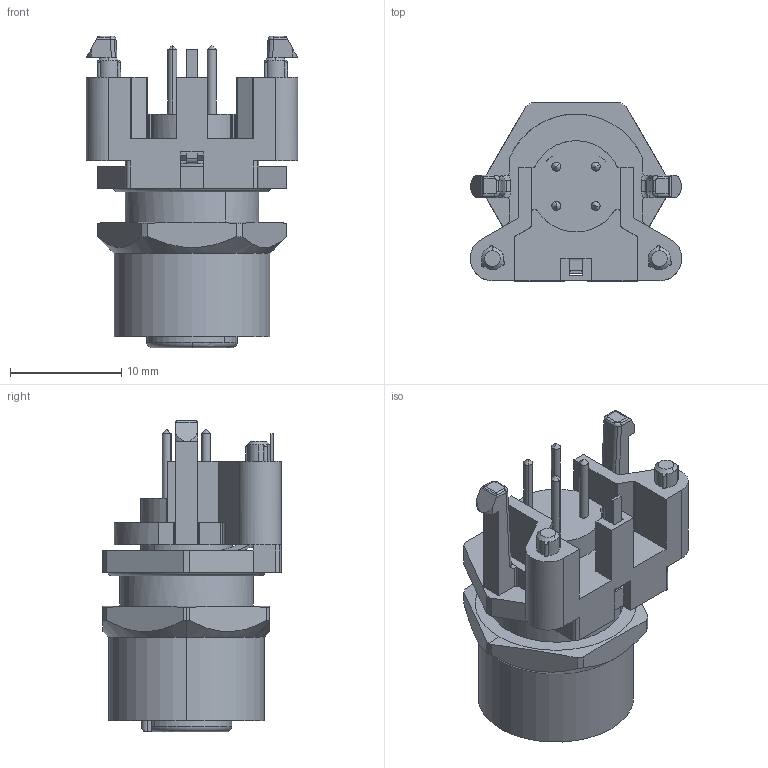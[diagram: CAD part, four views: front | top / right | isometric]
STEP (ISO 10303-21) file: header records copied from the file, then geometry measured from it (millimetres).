
FILE_DESCRIPTION(('CATIA V5R24 STEP','CAx-IF Rec.Pracs.--- Model Styling and Organization---1.2---2011-12-15'),'2;1');
FILE_NAME ('D1461928_0_2423930000_2423930000.stp','2017-05-02T13:09:18+00:00',('none'),('Weidmueller'),'CATIA Version 5-6 Release 2014 SP4 HF52','CATIA V5 STEP AP214','none');
FILE_SCHEMA(('AUTOMOTIVE_DESIGN { 1 0 10303 214 1 1 1 1 }'));
Length unit declared in the file: millimetre
Products named in the file (1): 2423930000
Bounding box: 19 x 16 x 28 mm (x, y, z)
Volume: 2969.6 mm3; surface area: 4280.1 mm2
Topology: 5 solids, 9 shells, 636 faces, 1747 edges, 1124 vertices
Faces by surface type: cylinder 236, plane 224, bspline 84, torus 50, cone 42
Entity records: 21725 total; most frequent: CARTESIAN_POINT 7206, ORIENTED_EDGE 3418, DIRECTION 2243, EDGE_CURVE 1709, VERTEX_POINT 1123, AXIS2_PLACEMENT_3D 994, VECTOR 725, LINE 725
